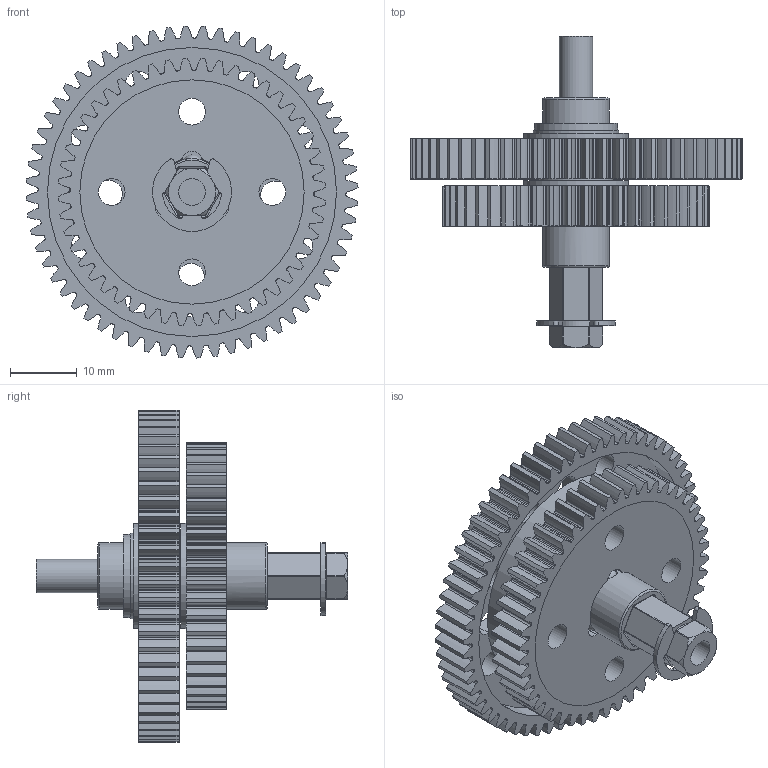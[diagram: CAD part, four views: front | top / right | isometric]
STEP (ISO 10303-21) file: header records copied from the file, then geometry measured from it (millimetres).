
FILE_DESCRIPTION(/* description */ ('STEP AP242','CAx-IF Rec.Pracs.---Representation and Presentation of Product Manufacturing Information (PMI)---4.0---2014-10-13','CAx-IF Rec.Pracs.---3D Tessellated Geometry---0.4---2014-09-14','2;1'),/* implementation_level */ '2;1');
FILE_NAME(/* name */ '667f5dbedf1fed3f02fd0267',/* time_stamp */ '2024-06-29T01:05:03Z',/* author */ (''),/* organization */ (''),/* preprocessor_version */ 'ST-DEVELOPER v20',/* originating_system */ ' ',/* authorisation */ ' ');
FILE_SCHEMA (('AP242_MANAGED_MODEL_BASED_3D_ENGINEERING_MIM_LF { 1 0 10303 442 1 1 4 }'));
Length unit declared in the file: metre
Products named in the file (12): Assembly 1; 2807 Series Stainless Steel Shim (8mm ID x 11mm OD, 0.25mm Thickness)
 - 12 Pack 2807-0811-0250; Part 2; Part 4; Part 1; Part 5; 2302 Series Aluminum, MOD 0.8, Hub Mount Gear (14mm Bore, 60 Tooth) 2
302-0014-0060; [LS] 3Dp Spacer 10mm ID, 0.5mm L; Part 3; 2302 Series Aluminum, MOD 0.8, Hub Mount Gear (14mm Bore, 48 Tooth) 2
302-0014-0048
Assembly tree (18 placements, depth 2):
  Assembly 1
    2807 Series Stainless Steel Shim (8mm ID x 11mm OD, 0.25mm Thickness)
 - 12 Pack 2807-0811-0250
    Part 2  x2
    Part 4  x6
    Part 1  x2
    Part 5
    2302 Series Aluminum, MOD 0.8, Hub Mount Gear (14mm Bore, 60 Tooth) 2
302-0014-0060
    Part 1
    [LS] 3Dp Spacer 10mm ID, 0.5mm L
    Part 3
    Part 2
    2302 Series Aluminum, MOD 0.8, Hub Mount Gear (14mm Bore, 48 Tooth) 2
302-0014-0048
Bounding box: 49.58 x 46.52 x 49.58 mm (x, y, z)
Volume: 15864.2 mm3; surface area: 18118.7 mm2
Topology: 18 solids, 18 shells, 902 faces, 2573 edges, 1704 vertices
Faces by surface type: cylinder 567, bspline 216, plane 89, torus 12, cone 12, sphere 6
Full cylindrical faces by diameter (mm): 3 x6, 4 x21, 5 x2, 6 x1, 6.2 x1, 6.8 x1, 7 x1, 8 x1, 10 x4, 10.35 x1, 11 x1, 12.4 x1, 12.75 x1, 14 x4, 15.7 x2, 33.5 x3, 43.15 x1
Entity records: 36682 total; most frequent: CARTESIAN_POINT 14116, ORIENTED_EDGE 4870, DIRECTION 4427, EDGE_CURVE 2435, AXIS2_PLACEMENT_3D 1785, VERTEX_POINT 1646, CIRCLE 1109, FACE_BOUND 1017
